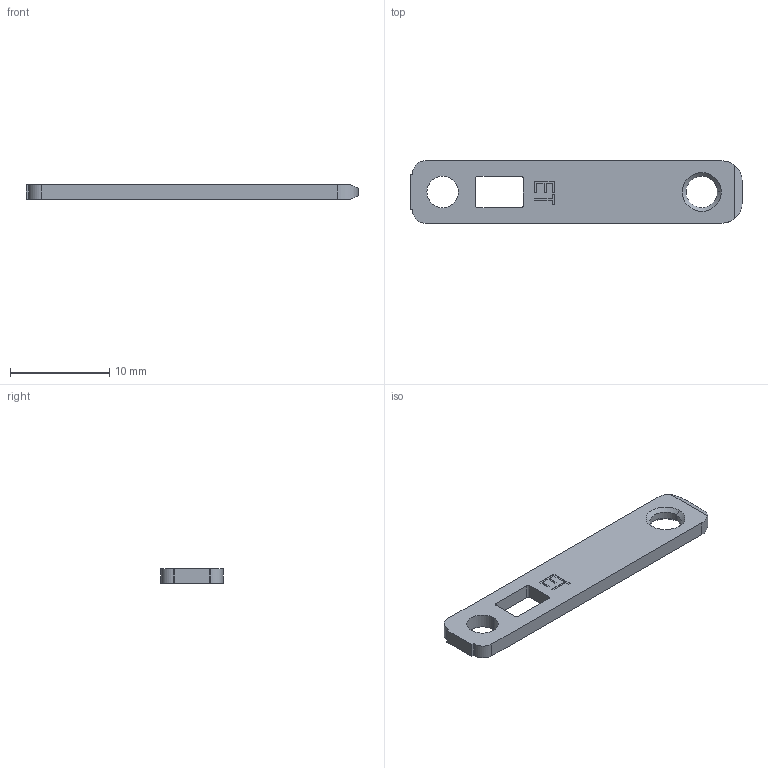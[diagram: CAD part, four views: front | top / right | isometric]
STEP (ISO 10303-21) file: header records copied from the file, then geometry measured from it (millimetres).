
FILE_DESCRIPTION (( 'STEP AP203' ), '1' );
FILE_NAME ('14072.STEP', '2015-02-23T18:14:55', ( '' ), ( '' ), 'SwSTEP 2.0', 'SolidWorks 2014', '' );
FILE_SCHEMA (( 'CONFIG_CONTROL_DESIGN' ));
Length unit declared in the file: inch
Products named in the file (1): 14072
Bounding box: 33.53 x 6.29 x 1.47 mm (x, y, z)
Volume: 257.3 mm3; surface area: 512.1 mm2
Topology: 1 solids, 1 shells, 54 faces, 146 edges, 96 vertices
Faces by surface type: plane 38, cylinder 12, cone 4
Entity records: 1777 total; most frequent: CARTESIAN_POINT 309, ORIENTED_EDGE 292, DIRECTION 280, EDGE_CURVE 146, LINE 114, VECTOR 114, VERTEX_POINT 96, AXIS2_PLACEMENT_3D 83
